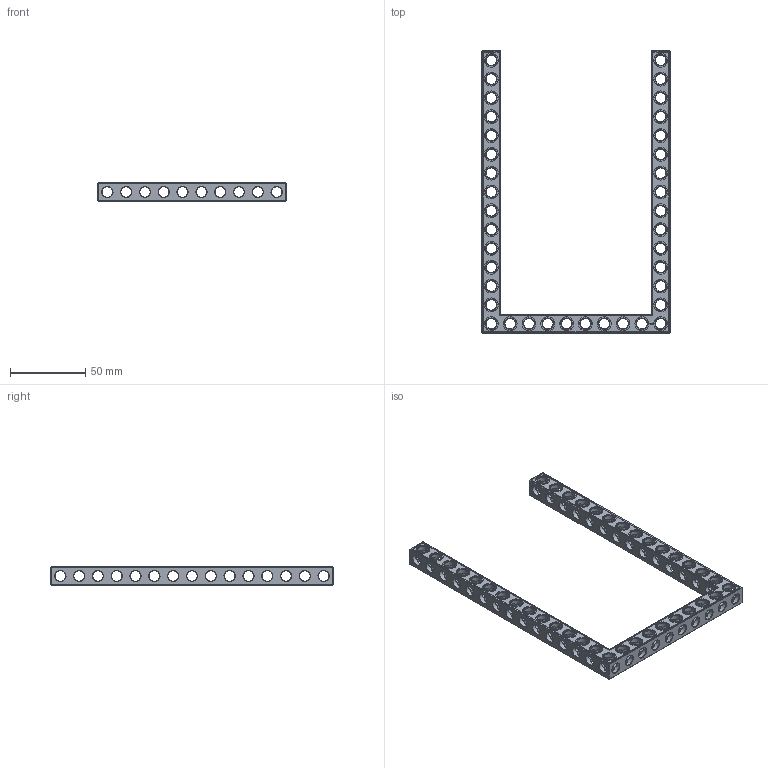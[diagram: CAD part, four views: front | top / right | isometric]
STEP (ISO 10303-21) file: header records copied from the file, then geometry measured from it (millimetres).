
FILE_DESCRIPTION(('FreeCAD Model'),'2;1');
FILE_NAME('Open CASCADE Shape Model','2022-02-26T09:05:30',('Author'),( ''),'Open CASCADE STEP processor 7.5','FreeCAD','Unknown');
FILE_SCHEMA(('AUTOMOTIVE_DESIGN { 1 0 10303 214 1 1 1 1 }'));
Products named in the file (1): Beam AGD ESS USH SYM BU10x15x01 - SPN-BEM-0455 (stemfie.org)
Bounding box: 125 x 187.5 x 12.5 mm (x, y, z)
Volume: 37135.4 mm3; surface area: 33155.5 mm2
Topology: 1 solids, 1 shells, 951 faces, 2897 edges, 1867 vertices
Faces by surface type: plane 422, cylinder 229, cone 154, extrusion 146
Full cylindrical faces by diameter (mm): 6.98 x32, 7 x159, 9.2 x38
Entity records: 217669 total; most frequent: CARTESIAN_POINT 163674, DIRECTION 8743, ORIENTED_EDGE 5794, PCURVE 5794, DEFINITIONAL_REPRESENTATION 5794, VECTOR 5461, LINE 5315, EDGE_CURVE 2897
